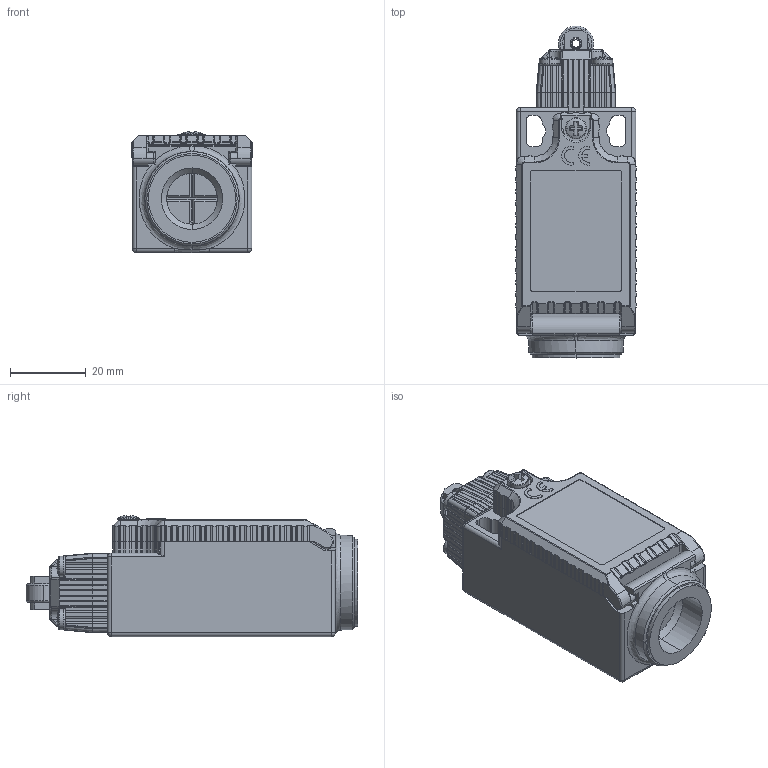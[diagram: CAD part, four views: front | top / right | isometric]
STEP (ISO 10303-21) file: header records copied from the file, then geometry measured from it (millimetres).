
FILE_DESCRIPTION (( 'STEP AP214' ), '1' );
FILE_NAME ('LSPS-171011.STEP', '2018-01-31T16:26:52', ( '' ), ( '' ), 'SwSTEP 2.0', 'SolidWorks 2017', '' );
FILE_SCHEMA (( 'AUTOMOTIVE_DESIGN' ));
Length unit declared in the file: inch
Products named in the file (1): LSPS-171011
Bounding box: 31.7 x 87.49 x 31.93 mm (x, y, z)
Volume: 28852.4 mm3; surface area: 29636.3 mm2
Topology: 15 solids, 15 shells, 2867 faces, 7635 edges, 4864 vertices
Faces by surface type: plane 1314, cylinder 1176, bspline 233, cone 112, sphere 32
Entity records: 101759 total; most frequent: CARTESIAN_POINT 33396, ORIENTED_EDGE 15242, DIRECTION 13007, EDGE_CURVE 7621, VERTEX_POINT 4863, VECTOR 4471, LINE 4471, AXIS2_PLACEMENT_3D 4268
